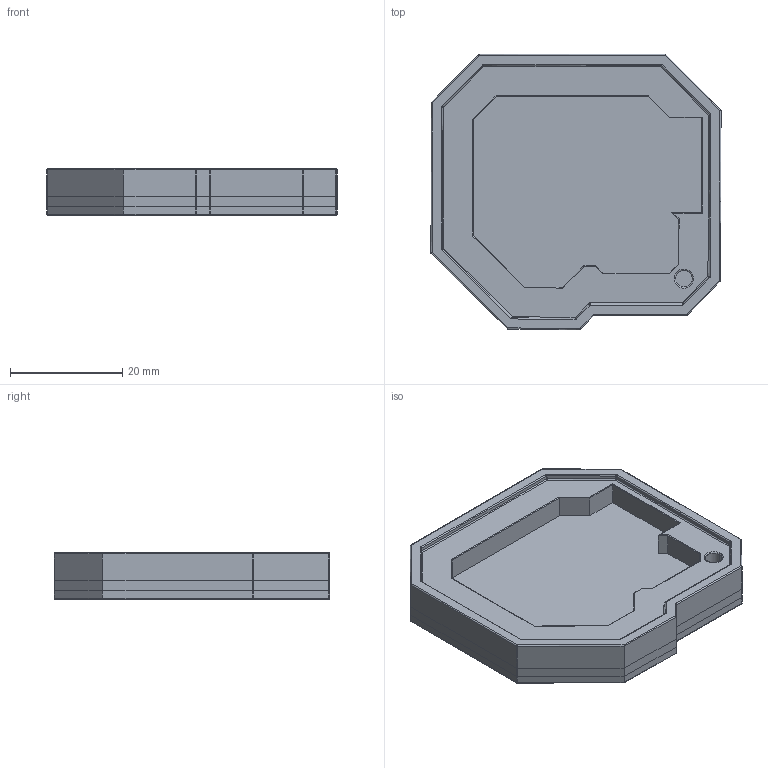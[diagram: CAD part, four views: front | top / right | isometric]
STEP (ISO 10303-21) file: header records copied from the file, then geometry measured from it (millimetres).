
FILE_DESCRIPTION(/* description */ (''),/* implementation_level */ '2;1');
FILE_NAME(/* name */ 'Broken PCB case',/* time_stamp */ '2019-05-23T15:32:47-04:00',/* author */ (''),/* organization */ (''),/* preprocessor_version */ 'ST-DEVELOPER v16.5',/* originating_system */ '',/* authorisation */ '');
FILE_SCHEMA (('AUTOMOTIVE_DESIGN'));
Length unit declared in the file: millimetre
Products named in the file (1): Document
Bounding box: 51.74 x 49.13 x 8.3 mm (x, y, z)
Volume: 12132.8 mm3; surface area: 6741 mm2
Topology: 1 solids, 1 shells, 213 faces, 449 edges, 241 vertices
Faces by surface type: bspline 148, plane 65
Entity records: 5477 total; most frequent: CARTESIAN_POINT 2798, ORIENTED_EDGE 898, EDGE_CURVE 449, VERTEX_POINT 241, B_SPLINE_CURVE_WITH_KNOTS 217, EDGE_LOOP 216, ADVANCED_FACE 213, FACE_OUTER_BOUND 213
